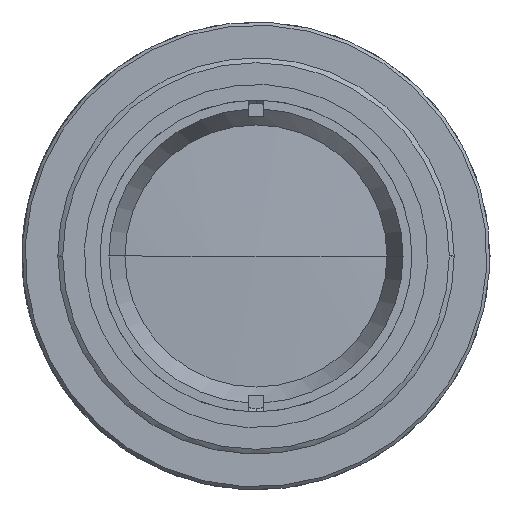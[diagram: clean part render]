
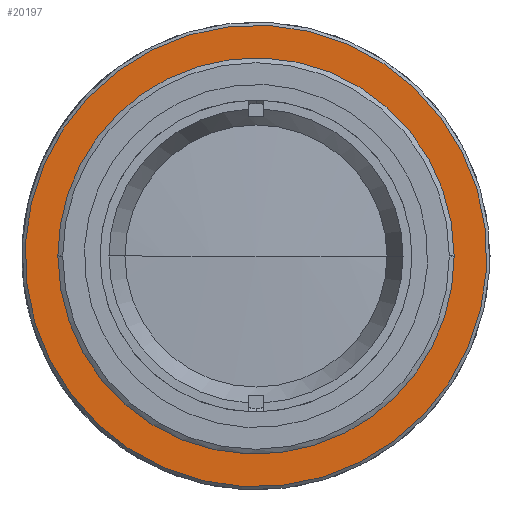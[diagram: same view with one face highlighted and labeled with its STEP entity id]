
A CAD part, left-side view. The second image highlights one B-rep face of the part: STEP entity #20197.
In plain terms, the highlighted planar face has unit normal (-1, 0, 0).
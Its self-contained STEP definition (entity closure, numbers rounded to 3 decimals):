
#1005 = CARTESIAN_POINT ( 'NONE',  ( -63.113, 0., 0. ) ) ;
#2303 = CIRCLE ( 'NONE', #22797, 14.8 ) ;
#3355 = VERTEX_POINT ( 'NONE', #41145 ) ;
#4241 = DIRECTION ( 'NONE',  ( -1., 0., 0. ) ) ;
#7338 = EDGE_LOOP ( 'NONE', ( #45919, #12722 ) ) ;
#7785 = DIRECTION ( 'NONE',  ( -1., 0., 0. ) ) ;
#8142 = CARTESIAN_POINT ( 'NONE',  ( -63.113, 5.536, 11.04 ) ) ;
#8848 = CIRCLE ( 'NONE', #42412, 12.35 ) ;
#9818 = VERTEX_POINT ( 'NONE', #10333 ) ;
#10333 = CARTESIAN_POINT ( 'NONE',  ( -63.113, -5.536, -11.04 ) ) ;
#10768 = EDGE_CURVE ( 'NONE', #37861, #9818, #22239, .T. ) ;
#11688 = EDGE_CURVE ( 'NONE', #9818, #37861, #8848, .T. ) ;
#11812 = CARTESIAN_POINT ( 'NONE',  ( -63.113, 0., 0. ) ) ;
#12189 = CIRCLE ( 'NONE', #24841, 14.8 ) ;
#12655 = EDGE_CURVE ( 'NONE', #3355, #33294, #12189, .T. ) ;
#12722 = ORIENTED_EDGE ( 'NONE', *, *, #12655, .T. ) ;
#15099 = DIRECTION ( 'NONE',  ( 0., 0.448, 0.894 ) ) ;
#17002 = ORIENTED_EDGE ( 'NONE', *, *, #10768, .F. ) ;
#19982 = DIRECTION ( 'NONE',  ( -1., 0., 0. ) ) ;
#20034 = CARTESIAN_POINT ( 'NONE',  ( -63.113, -6.634, -13.23 ) ) ;
#20197 = ADVANCED_FACE ( 'NONE', ( #34816, #24283 ), #22414, .T. ) ;
#21794 = ORIENTED_EDGE ( 'NONE', *, *, #11688, .F. ) ;
#22239 = CIRCLE ( 'NONE', #43062, 12.35 ) ;
#22414 = PLANE ( 'NONE',  #27885 ) ;
#22797 = AXIS2_PLACEMENT_3D ( 'NONE', #11812, #32793, #29388 ) ;
#23287 = CARTESIAN_POINT ( 'NONE',  ( -63.113, 0., 0. ) ) ;
#24283 = FACE_BOUND ( 'NONE', #38893, .T. ) ;
#24841 = AXIS2_PLACEMENT_3D ( 'NONE', #43292, #4241, #44078 ) ;
#27885 = AXIS2_PLACEMENT_3D ( 'NONE', #29695, #7785, #15099 ) ;
#29388 = DIRECTION ( 'NONE',  ( 0., 0.448, 0.894 ) ) ;
#29448 = DIRECTION ( 'NONE',  ( 0., 0.448, 0.894 ) ) ;
#29695 = CARTESIAN_POINT ( 'NONE',  ( -63.113, 5.536, 11.04 ) ) ;
#31294 = EDGE_CURVE ( 'NONE', #33294, #3355, #2303, .T. ) ;
#32793 = DIRECTION ( 'NONE',  ( -1., 0., 0. ) ) ;
#33294 = VERTEX_POINT ( 'NONE', #20034 ) ;
#34271 = DIRECTION ( 'NONE',  ( 0., 0.448, 0.894 ) ) ;
#34816 = FACE_OUTER_BOUND ( 'NONE', #7338, .T. ) ;
#37861 = VERTEX_POINT ( 'NONE', #8142 ) ;
#38893 = EDGE_LOOP ( 'NONE', ( #17002, #21794 ) ) ;
#41145 = CARTESIAN_POINT ( 'NONE',  ( -63.113, 6.634, 13.23 ) ) ;
#42412 = AXIS2_PLACEMENT_3D ( 'NONE', #1005, #43171, #29448 ) ;
#43062 = AXIS2_PLACEMENT_3D ( 'NONE', #23287, #19982, #34271 ) ;
#43171 = DIRECTION ( 'NONE',  ( -1., 0., 0. ) ) ;
#43292 = CARTESIAN_POINT ( 'NONE',  ( -63.113, 0., 0. ) ) ;
#44078 = DIRECTION ( 'NONE',  ( 0., 0.448, 0.894 ) ) ;
#45919 = ORIENTED_EDGE ( 'NONE', *, *, #31294, .T. ) ;
